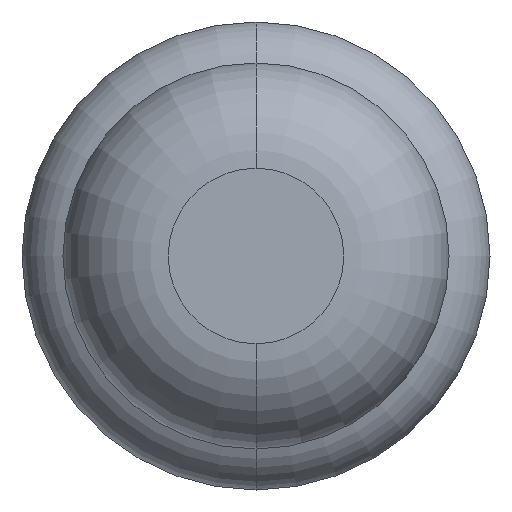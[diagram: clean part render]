
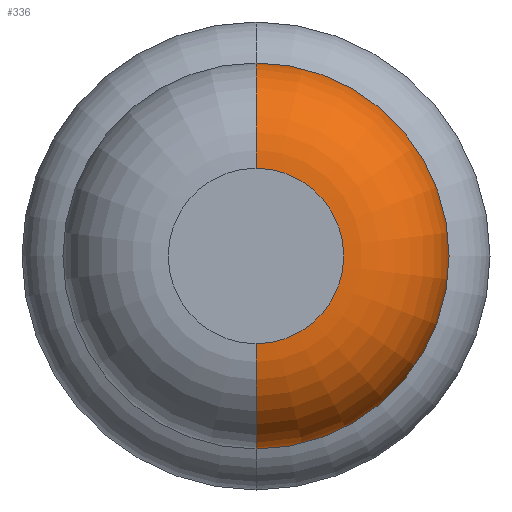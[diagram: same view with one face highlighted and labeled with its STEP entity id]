
A CAD part, front view. The second image highlights one B-rep face of the part: STEP entity #336.
In plain terms, the highlighted toroidal (fillet/blend) face has major radius 0.375 mm and minor radius 0.45 mm.
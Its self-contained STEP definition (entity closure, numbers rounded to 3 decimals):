
#15 = CARTESIAN_POINT ( 'NONE',  ( 0., -28.55, 0.375 ) ) ;
#86 = VERTEX_POINT ( 'NONE', #280 ) ;
#280 = CARTESIAN_POINT ( 'NONE',  ( 0., -29., 0.375 ) ) ;
#336 = ADVANCED_FACE ( 'Defeature ausgef�hrt1_8', ( #935 ), #4159, .T. ) ;
#543 = VERTEX_POINT ( 'NONE', #4032 ) ;
#561 = EDGE_CURVE ( 'NONE', #86, #543, #3232, .T. ) ;
#570 = EDGE_LOOP ( 'NONE', ( #670, #3886, #2435, #731 ) ) ;
#639 = EDGE_CURVE ( 'NONE', #1162, #4108, #1693, .T. ) ;
#670 = ORIENTED_EDGE ( 'NONE', *, *, #1711, .T. ) ;
#678 = DIRECTION ( 'NONE',  ( 0., 0., 1. ) ) ;
#688 = CARTESIAN_POINT ( 'NONE',  ( 0., -28.55, -0.375 ) ) ;
#731 = ORIENTED_EDGE ( 'NONE', *, *, #561, .F. ) ;
#935 = FACE_OUTER_BOUND ( 'NONE', #570, .T. ) ;
#1003 = CIRCLE ( 'NONE', #3842, 0.825 ) ;
#1044 = DIRECTION ( 'NONE',  ( 0., 0., 1. ) ) ;
#1162 = VERTEX_POINT ( 'NONE', #1211 ) ;
#1175 = CARTESIAN_POINT ( 'NONE',  ( 0., -28.55, 0. ) ) ;
#1211 = CARTESIAN_POINT ( 'NONE',  ( 0., -29., -0.375 ) ) ;
#1290 = AXIS2_PLACEMENT_3D ( 'NONE', #15, #2520, #2851 ) ;
#1579 = AXIS2_PLACEMENT_3D ( 'NONE', #688, #2271, #2956 ) ;
#1631 = CARTESIAN_POINT ( 'NONE',  ( 0., -28.55, -0.825 ) ) ;
#1634 = CARTESIAN_POINT ( 'NONE',  ( 0., -29., 0. ) ) ;
#1693 = CIRCLE ( 'NONE', #1579, 0.45 ) ;
#1711 = EDGE_CURVE ( 'Defeature ausgef�hrt1_8+Defeature ausgef�hrt1_7+Defeature ausgef�hrt1_7+Defeature ausgef�hrt1_7', #86, #1162, #2744, .T. ) ;
#1832 = DIRECTION ( 'NONE',  ( 0., 0., 1. ) ) ;
#1927 = AXIS2_PLACEMENT_3D ( 'NONE', #2368, #2946, #1044 ) ;
#2271 = DIRECTION ( 'NONE',  ( 1., 0., 0. ) ) ;
#2273 = EDGE_CURVE ( 'Defeature ausgef�hrt1_9+Defeature ausgef�hrt1_8+Defeature ausgef�hrt1_8+Defeature ausgef�hrt1_8', #543, #4108, #1003, .T. ) ;
#2368 = CARTESIAN_POINT ( 'NONE',  ( 0., -28.55, 0. ) ) ;
#2435 = ORIENTED_EDGE ( 'NONE', *, *, #2273, .F. ) ;
#2520 = DIRECTION ( 'NONE',  ( -1., 0., 0. ) ) ;
#2744 = CIRCLE ( 'NONE', #3684, 0.375 ) ;
#2851 = DIRECTION ( 'NONE',  ( 0., 0., 1. ) ) ;
#2946 = DIRECTION ( 'NONE',  ( 0., 1., 0. ) ) ;
#2956 = DIRECTION ( 'NONE',  ( 0., 0., -1. ) ) ;
#3232 = CIRCLE ( 'NONE', #1290, 0.45 ) ;
#3275 = DIRECTION ( 'NONE',  ( 0., 1., 0. ) ) ;
#3684 = AXIS2_PLACEMENT_3D ( 'NONE', #1634, #3275, #678 ) ;
#3842 = AXIS2_PLACEMENT_3D ( 'NONE', #1175, #4097, #1832 ) ;
#3886 = ORIENTED_EDGE ( 'NONE', *, *, #639, .T. ) ;
#4032 = CARTESIAN_POINT ( 'NONE',  ( 0., -28.55, 0.825 ) ) ;
#4097 = DIRECTION ( 'NONE',  ( 0., 1., 0. ) ) ;
#4108 = VERTEX_POINT ( 'NONE', #1631 ) ;
#4159 = TOROIDAL_SURFACE ( 'NONE', #1927, 0.375, 0.45 ) ;
